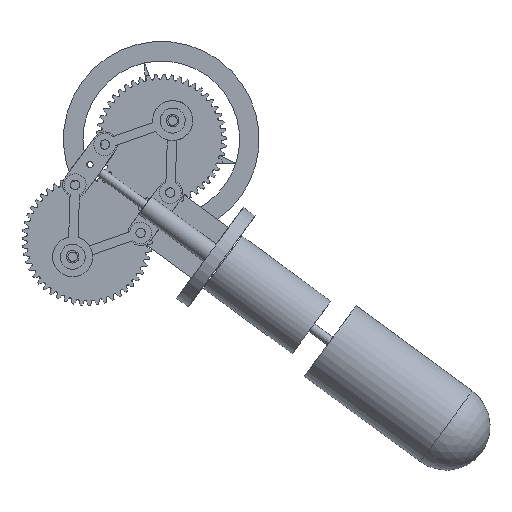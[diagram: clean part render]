
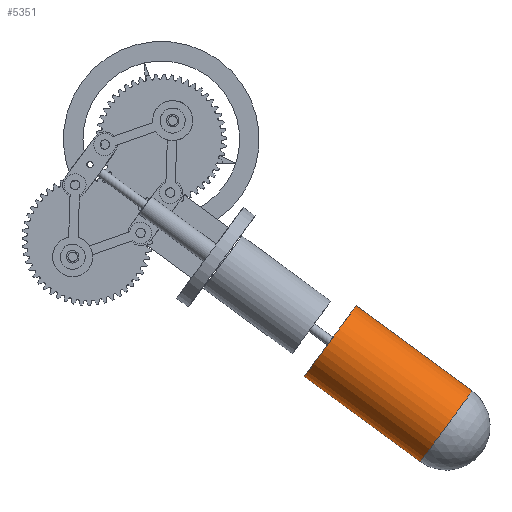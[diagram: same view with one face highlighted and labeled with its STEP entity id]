
A CAD part, front view. The second image highlights one B-rep face of the part: STEP entity #5351.
In plain terms, the highlighted cylindrical face has radius 14 mm (diameter 28 mm), a full revolution.
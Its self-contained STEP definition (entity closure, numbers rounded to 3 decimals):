
#762=FACE_OUTER_BOUND('',#1093,.T.);
#1093=EDGE_LOOP('',(#3776,#3777,#3778,#3779,#3780));
#1429=LINE('',#7539,#1732);
#1732=VECTOR('',#6440,15.2);
#2037=CIRCLE('',#5873,14.);
#2039=CIRCLE('',#5875,14.);
#2040=CIRCLE('',#5877,14.);
#2263=VERTEX_POINT('',#7531);
#2264=VERTEX_POINT('',#7532);
#2266=VERTEX_POINT('',#7538);
#2849=EDGE_CURVE('',#2263,#2264,#2037,.T.);
#2851=EDGE_CURVE('',#2264,#2263,#2039,.T.);
#2852=EDGE_CURVE('',#2263,#2266,#1429,.T.);
#2853=EDGE_CURVE('',#2266,#2266,#2040,.T.);
#3776=ORIENTED_EDGE('',*,*,#2849,.F.);
#3777=ORIENTED_EDGE('',*,*,#2852,.T.);
#3778=ORIENTED_EDGE('',*,*,#2853,.T.);
#3779=ORIENTED_EDGE('',*,*,#2852,.F.);
#3780=ORIENTED_EDGE('',*,*,#2851,.F.);
#5226=CYLINDRICAL_SURFACE('',#5876,14.);
#5351=ADVANCED_FACE('',(#762),#5226,.T.);
#5873=AXIS2_PLACEMENT_3D('',#7533,#6432,#6433);
#5875=AXIS2_PLACEMENT_3D('',#7536,#6436,#6437);
#5876=AXIS2_PLACEMENT_3D('',#7537,#6438,#6439);
#5877=AXIS2_PLACEMENT_3D('',#7540,#6441,#6442);
#6432=DIRECTION('center_axis',(0.,1.,0.));
#6433=DIRECTION('ref_axis',(1.,0.,0.));
#6436=DIRECTION('center_axis',(0.,1.,0.));
#6437=DIRECTION('ref_axis',(1.,0.,0.));
#6438=DIRECTION('center_axis',(0.,1.,0.));
#6439=DIRECTION('ref_axis',(1.,0.,0.));
#6440=DIRECTION('',(0.,-1.,0.));
#6441=DIRECTION('center_axis',(0.,1.,0.));
#6442=DIRECTION('ref_axis',(1.,0.,0.));
#7531=CARTESIAN_POINT('',(-35.,44.,0.));
#7532=CARTESIAN_POINT('',(-21.,44.,14.));
#7533=CARTESIAN_POINT('Origin',(-21.,44.,0.));
#7536=CARTESIAN_POINT('Origin',(-21.,44.,0.));
#7537=CARTESIAN_POINT('Origin',(-21.,0.,0.));
#7538=CARTESIAN_POINT('',(-35.,-2.,0.));
#7539=CARTESIAN_POINT('',(-35.,0.,0.));
#7540=CARTESIAN_POINT('Origin',(-21.,-2.,0.));
